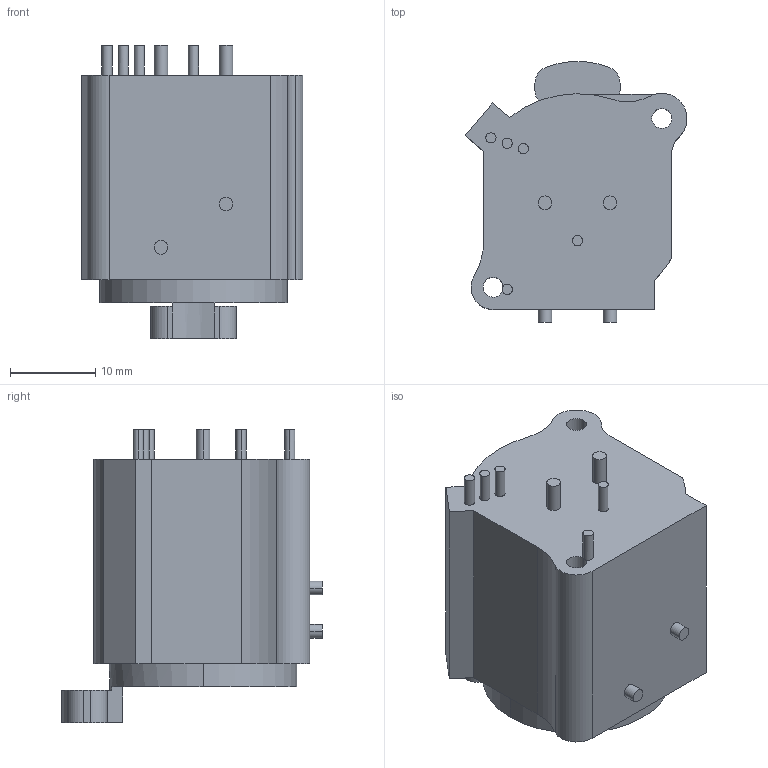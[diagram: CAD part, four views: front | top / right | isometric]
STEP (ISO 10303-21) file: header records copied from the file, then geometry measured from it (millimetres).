
FILE_DESCRIPTION((''),'2;1');
FILE_NAME('D-NC3FBV2-SW','2018-02-21T',('odo'),(''),'CREO PARAMETRIC BY PTC INC, 2017020','CREO PARAMETRIC BY PTC INC, 2017020','');
FILE_SCHEMA(('CONFIG_CONTROL_DESIGN'));
Length unit declared in the file: millimetre
Products named in the file (1): D-NC3FBV2-SW
Bounding box: 26.05 x 30.62 x 34.4 mm (x, y, z)
Volume: 12736.7 mm3; surface area: 6034.2 mm2
Topology: 1 solids, 1 shells, 82 faces, 198 edges, 130 vertices
Faces by surface type: cylinder 46, plane 36
Entity records: 2482 total; most frequent: DIRECTION 464, CARTESIAN_POINT 410, ORIENTED_EDGE 396, EDGE_CURVE 198, AXIS2_PLACEMENT_3D 184, VERTEX_POINT 130, CIRCLE 102, EDGE_LOOP 98
